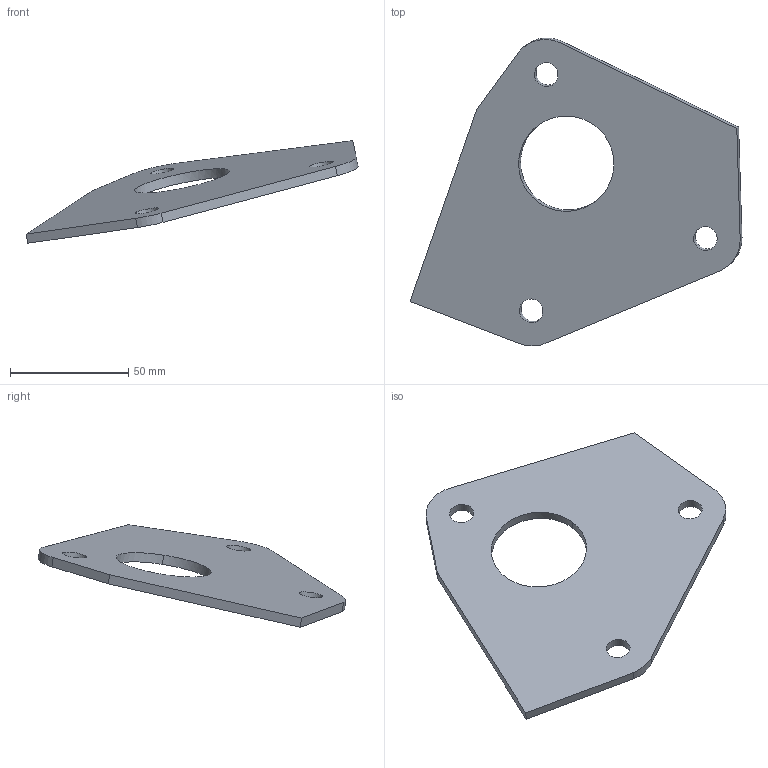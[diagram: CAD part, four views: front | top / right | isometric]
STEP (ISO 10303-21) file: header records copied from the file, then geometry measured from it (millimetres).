
FILE_DESCRIPTION(/* description */ (''),/* implementation_level */ '2;1');
FILE_NAME(/* name */ 'MANIFOLD_SOLID_BREP_1478.stp',/* time_stamp */ '2016-06-02T11:22:41+02:00',/* author */ (''),/* organization */ (''),/* preprocessor_version */ 'ST-DEVELOPER v16.5',/* originating_system */ 'Autodesk Translation Framework v5.0.0.3310',/* authorisation */ '');
FILE_SCHEMA (('AUTOMOTIVE_DESIGN { 1 0 10303 214 3 1 1 }'));
Length unit declared in the file: centimetre
Products named in the file (1): MANIFOLD_SOLID_BREP_1478
Bounding box: 140.12 x 129.88 x 43.29 mm (x, y, z)
Volume: 44199.5 mm3; surface area: 24714.9 mm2
Topology: 1 solids, 1 shells, 16 faces, 42 edges, 28 vertices
Faces by surface type: plane 8, cylinder 6, bspline 2
Full cylindrical faces by diameter (mm): 10.15 x3
Entity records: 567 total; most frequent: CARTESIAN_POINT 142, ORIENTED_EDGE 78, DIRECTION 77, EDGE_CURVE 39, VERTEX_POINT 28, EDGE_LOOP 27, AXIS2_PLACEMENT_3D 27, LINE 23
